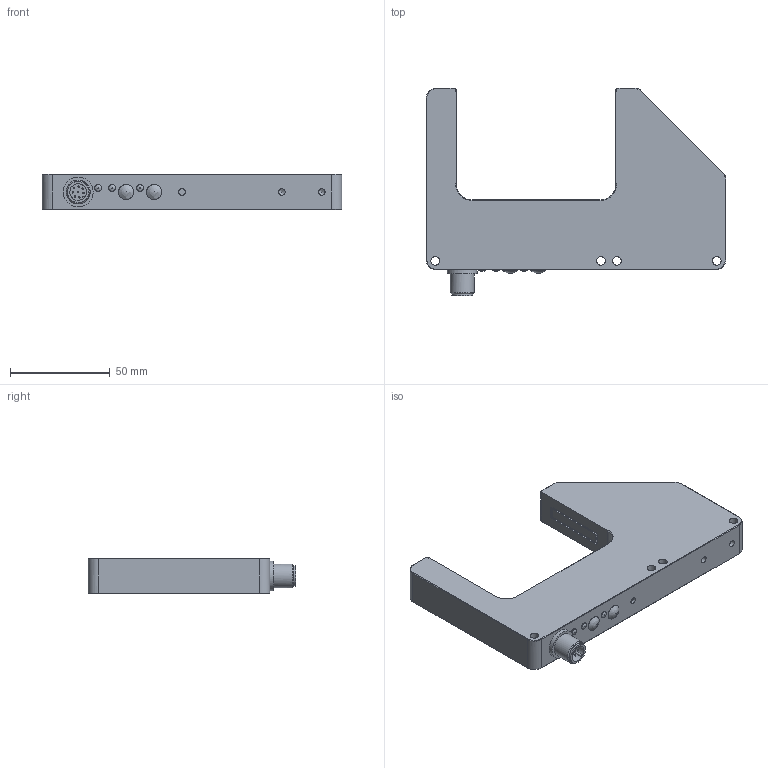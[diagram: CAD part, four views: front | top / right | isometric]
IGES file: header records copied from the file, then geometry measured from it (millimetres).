
Global section: file name: 2HLLGT-081-M25; native system: Autodesk Inventor 2021; preprocessor: unknown; author: lck; date: 20210527.080445; units: millimetre
Bounding box: 150 x 104 x 18 mm (x, y, z)
Volume: 146624.5 mm3; surface area: 31674.6 mm2
Topology: 1 solids, 8 shells, 252 faces, 625 edges, 419 vertices
Faces by surface type: bspline 252
